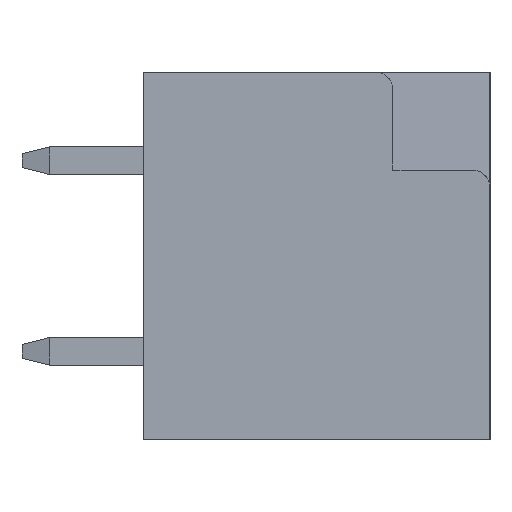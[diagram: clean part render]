
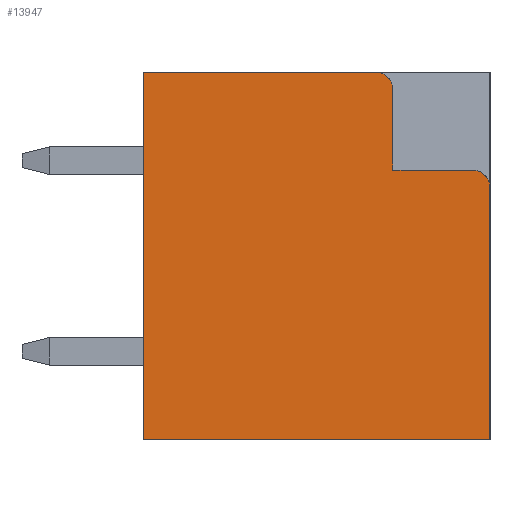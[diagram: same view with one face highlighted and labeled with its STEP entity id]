
A CAD part, left-side view. The second image highlights one B-rep face of the part: STEP entity #13947.
In plain terms, the highlighted planar face has unit normal (-1, 0, 0).
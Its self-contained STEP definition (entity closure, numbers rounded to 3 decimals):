
#705=CIRCLE('',#15069,0.5);
#706=CIRCLE('',#15070,0.5);
#3869=ORIENTED_EDGE('',*,*,#6104,.F.);
#3870=ORIENTED_EDGE('',*,*,#6299,.T.);
#3871=ORIENTED_EDGE('',*,*,#6300,.T.);
#3872=ORIENTED_EDGE('',*,*,#6301,.T.);
#3873=ORIENTED_EDGE('',*,*,#6302,.T.);
#3874=ORIENTED_EDGE('',*,*,#4807,.F.);
#3875=ORIENTED_EDGE('',*,*,#4874,.F.);
#3876=ORIENTED_EDGE('',*,*,#4722,.F.);
#4722=EDGE_CURVE('',#6682,#6683,#7939,.T.);
#4807=EDGE_CURVE('',#6766,#6767,#8021,.T.);
#4874=EDGE_CURVE('',#6683,#6766,#8083,.T.);
#6104=EDGE_CURVE('',#7613,#6682,#9032,.T.);
#6299=EDGE_CURVE('',#7613,#7707,#705,.F.);
#6300=EDGE_CURVE('',#7707,#7708,#9190,.T.);
#6301=EDGE_CURVE('',#7708,#7709,#9191,.T.);
#6302=EDGE_CURVE('',#7709,#6767,#706,.F.);
#6682=VERTEX_POINT('',#19287);
#6683=VERTEX_POINT('',#19289);
#6766=VERTEX_POINT('',#19457);
#6767=VERTEX_POINT('',#19459);
#7613=VERTEX_POINT('',#22143);
#7707=VERTEX_POINT('',#22548);
#7708=VERTEX_POINT('',#22550);
#7709=VERTEX_POINT('',#22552);
#7939=LINE('',#19288,#9511);
#8021=LINE('',#19458,#9593);
#8083=LINE('',#19593,#9655);
#9032=LINE('',#22144,#10604);
#9190=LINE('',#22549,#10762);
#9191=LINE('',#22551,#10763);
#9511=VECTOR('',#15369,1000.);
#9593=VECTOR('',#15459,1000.);
#9655=VECTOR('',#15559,1000.);
#10604=VECTOR('',#18014,1000.);
#10762=VECTOR('',#18462,1000.);
#10763=VECTOR('',#18463,1000.);
#11758=EDGE_LOOP('',(#3869,#3870,#3871,#3872,#3873,#3874,#3875,#3876));
#12647=FACE_BOUND('',#11758,.T.);
#13212=PLANE('',#15068);
#13947=ADVANCED_FACE('',(#12647),#13212,.F.);
#15068=AXIS2_PLACEMENT_3D('',#22546,#18458,#18459);
#15069=AXIS2_PLACEMENT_3D('',#22547,#18460,#18461);
#15070=AXIS2_PLACEMENT_3D('',#22553,#18464,#18465);
#15369=DIRECTION('',(0.,1.,0.));
#15459=DIRECTION('',(0.,-1.,0.));
#15559=DIRECTION('',(0.,0.,1.));
#18014=DIRECTION('',(0.,0.,-1.));
#18458=DIRECTION('',(1.,0.,0.));
#18459=DIRECTION('',(0.,0.,-1.));
#18460=DIRECTION('',(1.,0.,0.));
#18461=DIRECTION('',(0.,0.,-1.));
#18462=DIRECTION('',(0.,1.,0.));
#18463=DIRECTION('',(0.,0.,1.));
#18464=DIRECTION('',(1.,0.,0.));
#18465=DIRECTION('',(0.,0.,-1.));
#19287=CARTESIAN_POINT('',(-17.5,-5.,-5.3));
#19288=CARTESIAN_POINT('',(-17.5,-5.,-5.3));
#19289=CARTESIAN_POINT('',(-17.5,5.,-5.3));
#19457=CARTESIAN_POINT('',(-17.5,5.,5.3));
#19458=CARTESIAN_POINT('',(-17.5,5.,5.3));
#19459=CARTESIAN_POINT('',(-17.5,-1.7,5.3));
#19593=CARTESIAN_POINT('',(-17.5,5.,-5.3));
#22143=CARTESIAN_POINT('',(-17.5,-5.,1.98));
#22144=CARTESIAN_POINT('',(-17.5,-5.,5.3));
#22546=CARTESIAN_POINT('',(-17.5,0.,0.));
#22547=CARTESIAN_POINT('',(-17.5,-4.5,1.98));
#22548=CARTESIAN_POINT('',(-17.5,-4.5,2.48));
#22549=CARTESIAN_POINT('',(-17.5,-5.,2.48));
#22550=CARTESIAN_POINT('',(-17.5,-2.2,2.48));
#22551=CARTESIAN_POINT('',(-17.5,-2.2,2.48));
#22552=CARTESIAN_POINT('',(-17.5,-2.2,4.8));
#22553=CARTESIAN_POINT('',(-17.5,-1.7,4.8));
